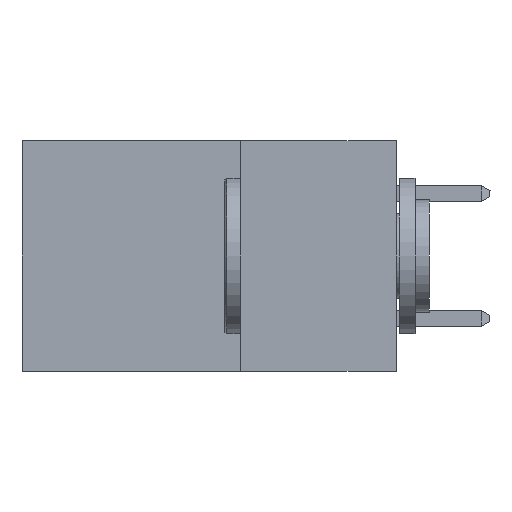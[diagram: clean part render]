
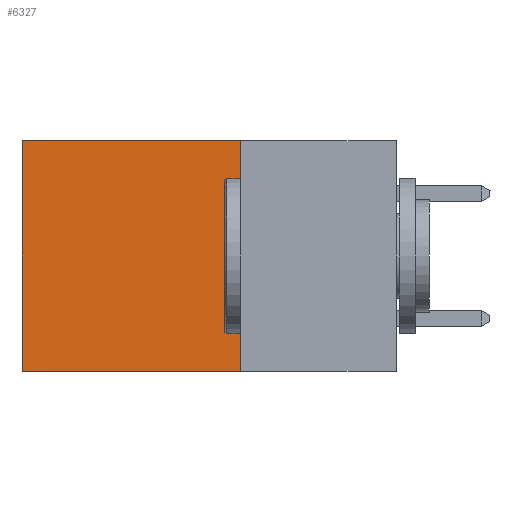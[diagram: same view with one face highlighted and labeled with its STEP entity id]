
A CAD part, left-side view. The second image highlights one B-rep face of the part: STEP entity #6327.
In plain terms, the highlighted planar face has unit normal (-1, 0, 0).
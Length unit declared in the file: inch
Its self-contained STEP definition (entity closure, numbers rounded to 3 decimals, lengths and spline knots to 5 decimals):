
#650 = PLANE ( 'NONE',  #6290 ) ;
#2264 = EDGE_CURVE ( 'NONE', #13972, #17509, #15359, .T. ) ;
#3169 = VERTEX_POINT ( 'NONE', #10895 ) ;
#3570 = EDGE_CURVE ( 'NONE', #6898, #3169, #8527, .T. ) ;
#5318 = VECTOR ( 'NONE', #14944, 39.37008 ) ;
#5389 = DIRECTION ( 'NONE',  ( 0., 1., 0. ) ) ;
#5625 = DIRECTION ( 'NONE',  ( 1., 0., 0. ) ) ;
#6120 = ORIENTED_EDGE ( 'NONE', *, *, #2264, .T. ) ;
#6290 = AXIS2_PLACEMENT_3D ( 'NONE', #14244, #5625, #20711 ) ;
#6327 = ADVANCED_FACE ( 'NONE', ( #7366 ), #650, .F. ) ;
#6898 = VERTEX_POINT ( 'NONE', #11782 ) ;
#7366 = FACE_OUTER_BOUND ( 'NONE', #18874, .T. ) ;
#8107 = CARTESIAN_POINT ( 'NONE',  ( 0.298, 0.25, -0.37 ) ) ;
#8527 = LINE ( 'NONE', #8107, #10350 ) ;
#9102 = CARTESIAN_POINT ( 'NONE',  ( 0.298, 0.25, 0. ) ) ;
#9915 = ORIENTED_EDGE ( 'NONE', *, *, #13649, .F. ) ;
#10015 = DIRECTION ( 'NONE',  ( 0., 1., 0. ) ) ;
#10350 = VECTOR ( 'NONE', #10015, 39.37008 ) ;
#10895 = CARTESIAN_POINT ( 'NONE',  ( 0.298, 0.6, -0.37 ) ) ;
#10930 = VECTOR ( 'NONE', #5389, 39.37008 ) ;
#11782 = CARTESIAN_POINT ( 'NONE',  ( 0.298, 0.25, -0.37 ) ) ;
#12406 = ORIENTED_EDGE ( 'NONE', *, *, #21541, .T. ) ;
#12638 = CARTESIAN_POINT ( 'NONE',  ( 0.298, 0.25, 0. ) ) ;
#13339 = DIRECTION ( 'NONE',  ( 0., 0., -1. ) ) ;
#13435 = CARTESIAN_POINT ( 'NONE',  ( 0.298, 0.6, 0. ) ) ;
#13649 = EDGE_CURVE ( 'NONE', #13972, #6898, #20255, .T. ) ;
#13972 = VERTEX_POINT ( 'NONE', #12638 ) ;
#14244 = CARTESIAN_POINT ( 'NONE',  ( 0.298, 0.25, 0. ) ) ;
#14944 = DIRECTION ( 'NONE',  ( 0., 0., -1. ) ) ;
#15359 = LINE ( 'NONE', #9102, #10930 ) ;
#16898 = CARTESIAN_POINT ( 'NONE',  ( 0.298, 0.25, 0. ) ) ;
#17454 = VECTOR ( 'NONE', #13339, 39.37008 ) ;
#17509 = VERTEX_POINT ( 'NONE', #13435 ) ;
#18628 = CARTESIAN_POINT ( 'NONE',  ( 0.298, 0.6, 0. ) ) ;
#18874 = EDGE_LOOP ( 'NONE', ( #12406, #18959, #9915, #6120 ) ) ;
#18959 = ORIENTED_EDGE ( 'NONE', *, *, #3570, .F. ) ;
#19805 = LINE ( 'NONE', #18628, #17454 ) ;
#20255 = LINE ( 'NONE', #16898, #5318 ) ;
#20711 = DIRECTION ( 'NONE',  ( 0., 0., -1. ) ) ;
#21541 = EDGE_CURVE ( 'NONE', #17509, #3169, #19805, .T. ) ;
